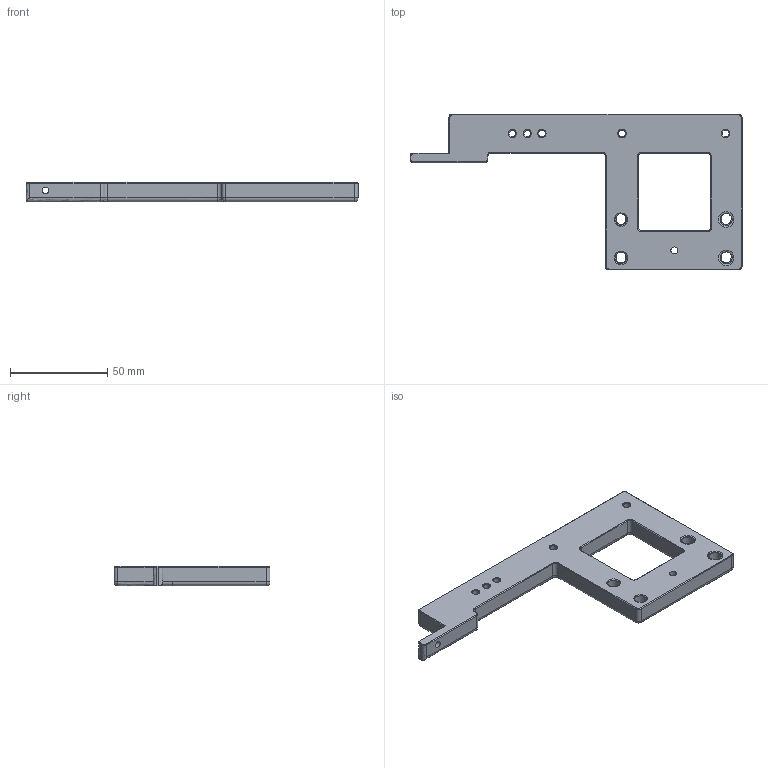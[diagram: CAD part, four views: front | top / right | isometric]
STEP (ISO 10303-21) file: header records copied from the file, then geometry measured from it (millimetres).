
FILE_DESCRIPTION(/* description */ ('STEP AP242 Edition 2','CAx-IF Rec.Pracs.---Representation and Presentation of Product Manufacturing Information (PMI)---4.0---2014-10-13','CAx-IF Rec.Pracs.---3D Tessellated Geometry---0.4---2014-09-14','2;1','CAx-IF Rec.Pracs.---User Defined Attributes---1.5---2016-08-15'),/* implementation_level */ '2;1');
FILE_NAME(/* name */ '69577aa7dfdf26c4a7183698',/* time_stamp */ '2026-01-02T07:58:32Z',/* author */ (''),/* organization */ (''),/* preprocessor_version */ 'ST-DEVELOPER v20',/* originating_system */ 'ONSHAPE BY PTC INC, 1.208',/* authorisation */ ' ');
FILE_SCHEMA (('AP242_MANAGED_MODEL_BASED_3D_ENGINEERING_MIM_LF { 1 0 10303 442 3 1 4 }'));
Length unit declared in the file: metre
Products named in the file (1): Dock_Right
Bounding box: 170.34 x 80 x 10 mm (x, y, z)
Volume: 55088.5 mm3; surface area: 19625.5 mm2
Topology: 1 solids, 1 shells, 153 faces, 370 edges, 226 vertices
Faces by surface type: plane 57, bspline 51, cylinder 26, cone 15, torus 4
Full cylindrical faces by diameter (mm): 3.4 x4, 3.6 x3, 6 x3, 6.1 x4
Entity records: 8957 total; most frequent: CARTESIAN_POINT 5905, ORIENTED_EDGE 678, DIRECTION 454, EDGE_CURVE 339, VERTEX_POINT 220, EDGE_LOOP 209, FACE_BOUND 209, AXIS2_PLACEMENT_3D 182
